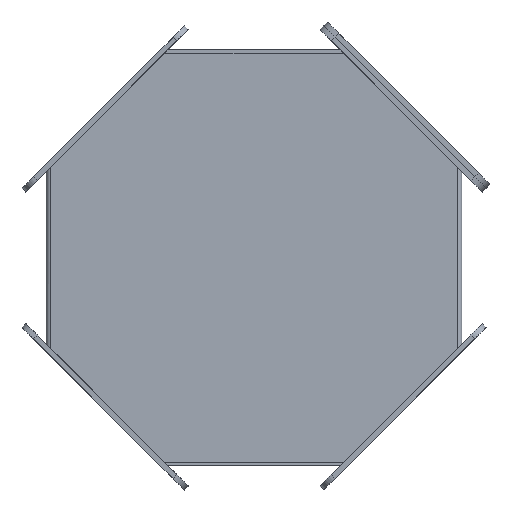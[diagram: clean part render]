
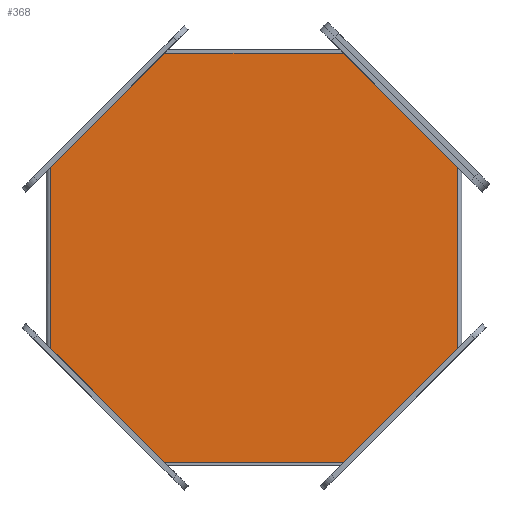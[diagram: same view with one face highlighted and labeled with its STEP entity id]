
A CAD part, top view. The second image highlights one B-rep face of the part: STEP entity #368.
In plain terms, the highlighted planar face has unit normal (0, 0, 1).
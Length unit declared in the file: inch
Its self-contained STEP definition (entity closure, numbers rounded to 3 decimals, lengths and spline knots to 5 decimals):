
#40 = CARTESIAN_POINT ( 'NONE',  ( -2.09729, -4.797, 4. ) ) ;
#133 = ORIENTED_EDGE ( 'NONE', *, *, #5299, .T. ) ;
#157 = EDGE_CURVE ( 'NONE', #5508, #5080, #528, .T. ) ;
#239 = EDGE_LOOP ( 'NONE', ( #2512, #133, #865, #3890, #4495, #4236, #4478, #4196 ) ) ;
#281 = CARTESIAN_POINT ( 'NONE',  ( 0., -6.89429, 4. ) ) ;
#296 = EDGE_CURVE ( 'NONE', #3881, #5663, #3333, .T. ) ;
#333 = EDGE_CURVE ( 'NONE', #2702, #428, #4669, .T. ) ;
#368 = ADVANCED_FACE ( 'NONE', ( #2522 ), #4314, .T. ) ;
#406 = CARTESIAN_POINT ( 'NONE',  ( -4.761, -2.13329, 4. ) ) ;
#428 = VERTEX_POINT ( 'NONE', #1226 ) ;
#432 = DIRECTION ( 'NONE',  ( 0., -1., 0. ) ) ;
#472 = VERTEX_POINT ( 'NONE', #406 ) ;
#499 = CARTESIAN_POINT ( 'NONE',  ( -2.09729, 4.797, 4. ) ) ;
#528 = LINE ( 'NONE', #499, #3226 ) ;
#560 = VERTEX_POINT ( 'NONE', #3622 ) ;
#628 = EDGE_CURVE ( 'NONE', #472, #2702, #2042, .T. ) ;
#855 = DIRECTION ( 'NONE',  ( 0., 1., 0. ) ) ;
#865 = ORIENTED_EDGE ( 'NONE', *, *, #157, .T. ) ;
#1226 = CARTESIAN_POINT ( 'NONE',  ( 2.09729, -4.797, 4. ) ) ;
#1239 = VECTOR ( 'NONE', #3854, 39.37008 ) ;
#1251 = VECTOR ( 'NONE', #855, 39.37008 ) ;
#1255 = DIRECTION ( 'NONE',  ( 0., -1., 0. ) ) ;
#1264 = EDGE_CURVE ( 'NONE', #428, #560, #2947, .T. ) ;
#1417 = EDGE_CURVE ( 'NONE', #560, #3881, #5294, .T. ) ;
#1461 = VECTOR ( 'NONE', #3996, 39.37008 ) ;
#1463 = CARTESIAN_POINT ( 'NONE',  ( 2.09729, 4.797, 4. ) ) ;
#1669 = CARTESIAN_POINT ( 'NONE',  ( 0., 4.797, 4. ) ) ;
#2033 = VECTOR ( 'NONE', #1255, 39.37008 ) ;
#2042 = LINE ( 'NONE', #5578, #3601 ) ;
#2079 = DIRECTION ( 'NONE',  ( 0., 0., 1. ) ) ;
#2082 = DIRECTION ( 'NONE',  ( 0.707, 0.707, 0. ) ) ;
#2285 = VECTOR ( 'NONE', #2082, 39.37008 ) ;
#2293 = DIRECTION ( 'NONE',  ( -0.707, -0.707, 0. ) ) ;
#2512 = ORIENTED_EDGE ( 'NONE', *, *, #296, .T. ) ;
#2522 = FACE_OUTER_BOUND ( 'NONE', #239, .T. ) ;
#2702 = VERTEX_POINT ( 'NONE', #40 ) ;
#2944 = DIRECTION ( 'NONE',  ( 1., 0., 0. ) ) ;
#2947 = LINE ( 'NONE', #3420, #2285 ) ;
#3226 = VECTOR ( 'NONE', #2293, 39.37008 ) ;
#3232 = VECTOR ( 'NONE', #2944, 39.37008 ) ;
#3333 = LINE ( 'NONE', #3388, #1239 ) ;
#3386 = CARTESIAN_POINT ( 'NONE',  ( 4.761, 2.13329, 4. ) ) ;
#3388 = CARTESIAN_POINT ( 'NONE',  ( 4.761, 2.13329, 4. ) ) ;
#3420 = CARTESIAN_POINT ( 'NONE',  ( 2.09729, -4.797, 4. ) ) ;
#3533 = CARTESIAN_POINT ( 'NONE',  ( -4.761, -6.89429, 4. ) ) ;
#3601 = VECTOR ( 'NONE', #5166, 39.37008 ) ;
#3622 = CARTESIAN_POINT ( 'NONE',  ( 4.761, -2.13329, 4. ) ) ;
#3854 = DIRECTION ( 'NONE',  ( -0.707, 0.707, 0. ) ) ;
#3881 = VERTEX_POINT ( 'NONE', #3386 ) ;
#3890 = ORIENTED_EDGE ( 'NONE', *, *, #4439, .T. ) ;
#3952 = CARTESIAN_POINT ( 'NONE',  ( -4.761, 2.13329, 4. ) ) ;
#3996 = DIRECTION ( 'NONE',  ( -1., 0., 0. ) ) ;
#4196 = ORIENTED_EDGE ( 'NONE', *, *, #1417, .T. ) ;
#4236 = ORIENTED_EDGE ( 'NONE', *, *, #333, .T. ) ;
#4314 = PLANE ( 'NONE',  #5655 ) ;
#4439 = EDGE_CURVE ( 'NONE', #5080, #472, #5286, .T. ) ;
#4478 = ORIENTED_EDGE ( 'NONE', *, *, #1264, .T. ) ;
#4495 = ORIENTED_EDGE ( 'NONE', *, *, #628, .T. ) ;
#4669 = LINE ( 'NONE', #5640, #3232 ) ;
#5080 = VERTEX_POINT ( 'NONE', #3952 ) ;
#5166 = DIRECTION ( 'NONE',  ( 0.707, -0.707, 0. ) ) ;
#5286 = LINE ( 'NONE', #3533, #2033 ) ;
#5294 = LINE ( 'NONE', #5763, #1251 ) ;
#5299 = EDGE_CURVE ( 'NONE', #5663, #5508, #5693, .T. ) ;
#5433 = CARTESIAN_POINT ( 'NONE',  ( -2.09729, 4.797, 4. ) ) ;
#5508 = VERTEX_POINT ( 'NONE', #5433 ) ;
#5578 = CARTESIAN_POINT ( 'NONE',  ( -4.761, -2.13329, 4. ) ) ;
#5640 = CARTESIAN_POINT ( 'NONE',  ( 0., -4.797, 4. ) ) ;
#5655 = AXIS2_PLACEMENT_3D ( 'NONE', #281, #2079, #432 ) ;
#5663 = VERTEX_POINT ( 'NONE', #1463 ) ;
#5693 = LINE ( 'NONE', #1669, #1461 ) ;
#5763 = CARTESIAN_POINT ( 'NONE',  ( 4.761, -6.89429, 4. ) ) ;
